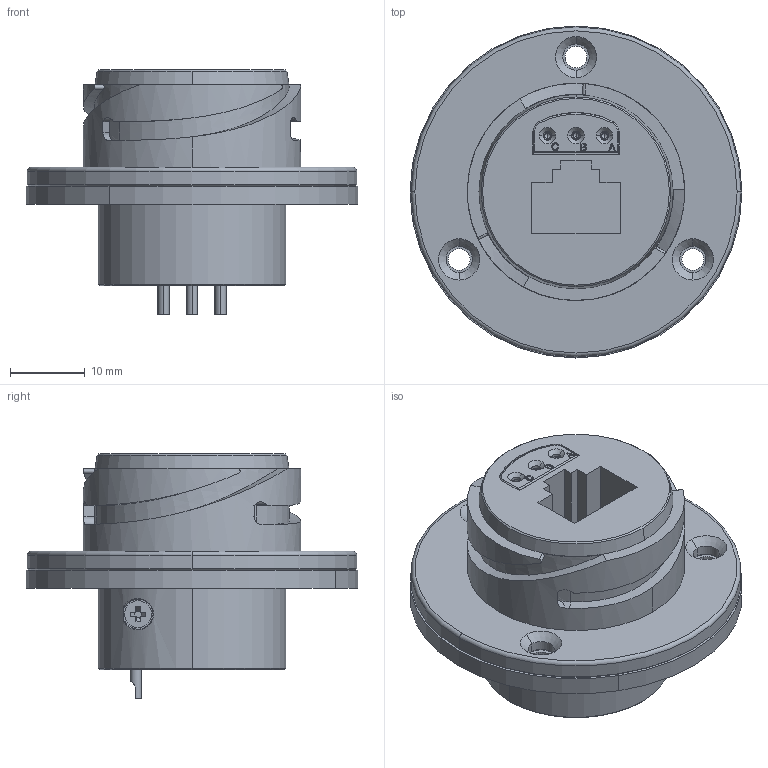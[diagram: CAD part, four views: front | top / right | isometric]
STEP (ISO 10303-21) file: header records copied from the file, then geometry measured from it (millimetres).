
FILE_DESCRIPTION((''),'2;1');
FILE_NAME('HY-ZRJ45-S01E0-GF_SW0001','2017-08-04T',('hq.zhang'),(''),'PRO/ENGINEER BY PARAMETRIC TECHNOLOGY CORPORATION, 2012480','PRO/ENGINEER BY PARAMETRIC TECHNOLOGY CORPORATION, 2012480','');
FILE_SCHEMA(('AUTOMOTIVE_DESIGN { 1 0 10303 214 1 1 1 1 }'));
Length unit declared in the file: millimetre
Products named in the file (1): HY-ZRJ45-S01E0-GF_SW0001
Bounding box: 44.3 x 44.3 x 32.8 mm (x, y, z)
Volume: 18421.2 mm3; surface area: 9900.9 mm2
Topology: 1 solids, 2 shells, 582 faces, 1505 edges, 941 vertices
Faces by surface type: plane 217, cylinder 129, cone 86, extrusion 66, bspline 65, torus 13, sphere 6
Entity records: 26587 total; most frequent: CARTESIAN_POINT 13204, ORIENTED_EDGE 2986, DIRECTION 2324, EDGE_CURVE 1493, VERTEX_POINT 941, AXIS2_PLACEMENT_3D 777, VECTOR 770, LINE 704
